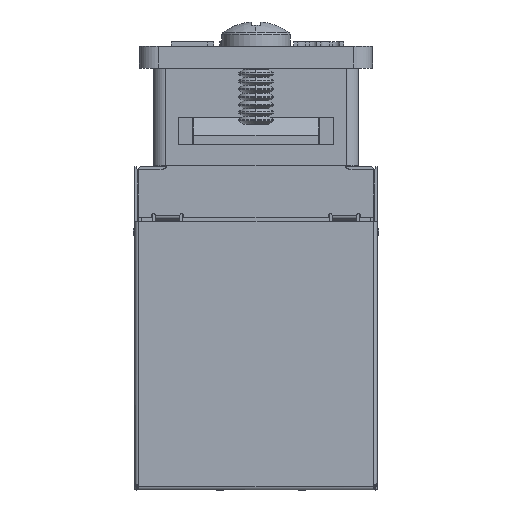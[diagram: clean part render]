
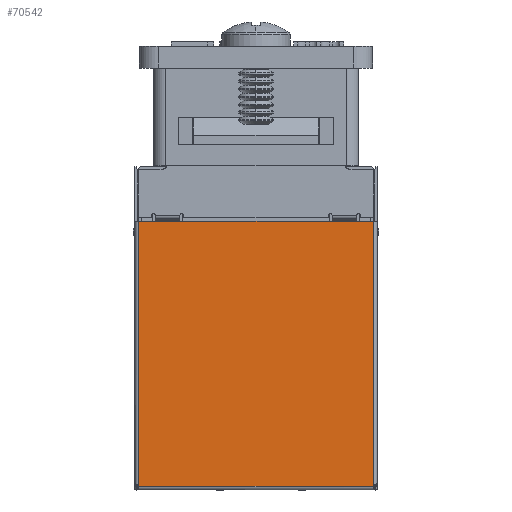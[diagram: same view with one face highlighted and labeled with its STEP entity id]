
A CAD part, front view. The second image highlights one B-rep face of the part: STEP entity #70542.
In plain terms, the highlighted face is planar.
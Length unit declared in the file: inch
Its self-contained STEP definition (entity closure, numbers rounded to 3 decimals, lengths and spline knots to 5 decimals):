
#2792 = CARTESIAN_POINT ( 'NONE',  ( -0.3776, 0.01181, -0.31752 ) ) ;
#2797 = CARTESIAN_POINT ( 'NONE',  ( 0.3776, 0.01181, -0.31752 ) ) ;
#2799 = CARTESIAN_POINT ( 'NONE',  ( -0.37795, 0.86496, -0.31752 ) ) ;
#2802 = CARTESIAN_POINT ( 'NONE',  ( 0.37795, 0.0174, -0.31752 ) ) ;
#2804 = CARTESIAN_POINT ( 'NONE',  ( 0.37795, 0.86496, -0.31752 ) ) ;
#2805 = CARTESIAN_POINT ( 'NONE',  ( -0.37795, 0.0174, -0.31752 ) ) ;
#4967 = ORIENTED_EDGE ( 'NONE', *, *, #40844, .T. ) ;
#4968 = ORIENTED_EDGE ( 'NONE', *, *, #40842, .F. ) ;
#4969 = ORIENTED_EDGE ( 'NONE', *, *, #40833, .T. ) ;
#4970 = ORIENTED_EDGE ( 'NONE', *, *, #40845, .F. ) ;
#4971 = ORIENTED_EDGE ( 'NONE', *, *, #40846, .T. ) ;
#4972 = ORIENTED_EDGE ( 'NONE', *, *, #40837, .F. ) ;
#6428 = EDGE_LOOP ( 'NONE', ( #4967, #4968, #4969, #4970, #4971, #4972 ) ) ;
#7174 = CARTESIAN_POINT ( 'NONE',  ( 0.38976, 0., -0.31752 ) ) ;
#7176 = PLANE ( 'NONE',  #29293 ) ;
#7178 = DIRECTION ( 'NONE',  ( 0., 0., 1. ) ) ;
#7179 = DIRECTION ( 'NONE',  ( 1., 0., 0. ) ) ;
#8010 = FACE_OUTER_BOUND ( 'NONE', #6428, .T. ) ;
#10653 = AXIS2_PLACEMENT_3D ( 'NONE', #12183, #12184, #12185 ) ;
#10654 = AXIS2_PLACEMENT_3D ( 'NONE', #12191, #12192, #12193 ) ;
#11243 = LINE ( 'NONE', #12162, #11248 ) ;
#11248 = VECTOR ( 'NONE', #12164, 39.37008 ) ;
#11251 = LINE ( 'NONE', #12166, #11256 ) ;
#11256 = VECTOR ( 'NONE', #12171, 39.37008 ) ;
#11260 = LINE ( 'NONE', #12190, #11268 ) ;
#11262 = CIRCLE ( 'NONE', #10653, 0.01893 ) ;
#11263 = LINE ( 'NONE', #12186, #11265 ) ;
#11264 = CIRCLE ( 'NONE', #10654, 0.01893 ) ;
#11265 = VECTOR ( 'NONE', #12187, 39.37008 ) ;
#11268 = VECTOR ( 'NONE', #12182, 39.37008 ) ;
#12162 = CARTESIAN_POINT ( 'NONE',  ( 0.38976, 0.01181, -0.31752 ) ) ;
#12164 = DIRECTION ( 'NONE',  ( -1., 0., 0. ) ) ;
#12166 = CARTESIAN_POINT ( 'NONE',  ( 0.38976, 0.86496, -0.31752 ) ) ;
#12171 = DIRECTION ( 'NONE',  ( -1., 0., 0. ) ) ;
#12182 = DIRECTION ( 'NONE',  ( 0., 1., 0. ) ) ;
#12183 = CARTESIAN_POINT ( 'NONE',  ( 0.39646, 0.01343, -0.31752 ) ) ;
#12184 = DIRECTION ( 'NONE',  ( 0., 0., -1. ) ) ;
#12185 = DIRECTION ( 'NONE',  ( 0., -1., 0. ) ) ;
#12186 = CARTESIAN_POINT ( 'NONE',  ( 0.37795, 0.86496, -0.31752 ) ) ;
#12187 = DIRECTION ( 'NONE',  ( 0., -1., 0. ) ) ;
#12190 = CARTESIAN_POINT ( 'NONE',  ( -0.37795, 0.01181, -0.31752 ) ) ;
#12191 = CARTESIAN_POINT ( 'NONE',  ( -0.39646, 0.01343, -0.31752 ) ) ;
#12192 = DIRECTION ( 'NONE',  ( 0., 0., -1. ) ) ;
#12193 = DIRECTION ( 'NONE',  ( 0., 1., 0. ) ) ;
#29293 = AXIS2_PLACEMENT_3D ( 'NONE', #7174, #7178, #7179 ) ;
#33956 = VERTEX_POINT ( 'NONE', #2792 ) ;
#33967 = VERTEX_POINT ( 'NONE', #2797 ) ;
#33971 = VERTEX_POINT ( 'NONE', #2799 ) ;
#33977 = VERTEX_POINT ( 'NONE', #2802 ) ;
#33982 = VERTEX_POINT ( 'NONE', #2804 ) ;
#33984 = VERTEX_POINT ( 'NONE', #2805 ) ;
#40833 = EDGE_CURVE ( 'NONE', #33967, #33956, #11243, .T. ) ;
#40837 = EDGE_CURVE ( 'NONE', #33982, #33971, #11251, .T. ) ;
#40842 = EDGE_CURVE ( 'NONE', #33967, #33977, #11262, .T. ) ;
#40844 = EDGE_CURVE ( 'NONE', #33982, #33977, #11263, .T. ) ;
#40845 = EDGE_CURVE ( 'NONE', #33984, #33956, #11264, .T. ) ;
#40846 = EDGE_CURVE ( 'NONE', #33984, #33971, #11260, .T. ) ;
#70542 = ADVANCED_FACE ( 'NONE', ( #8010 ), #7176, .F. ) ;
